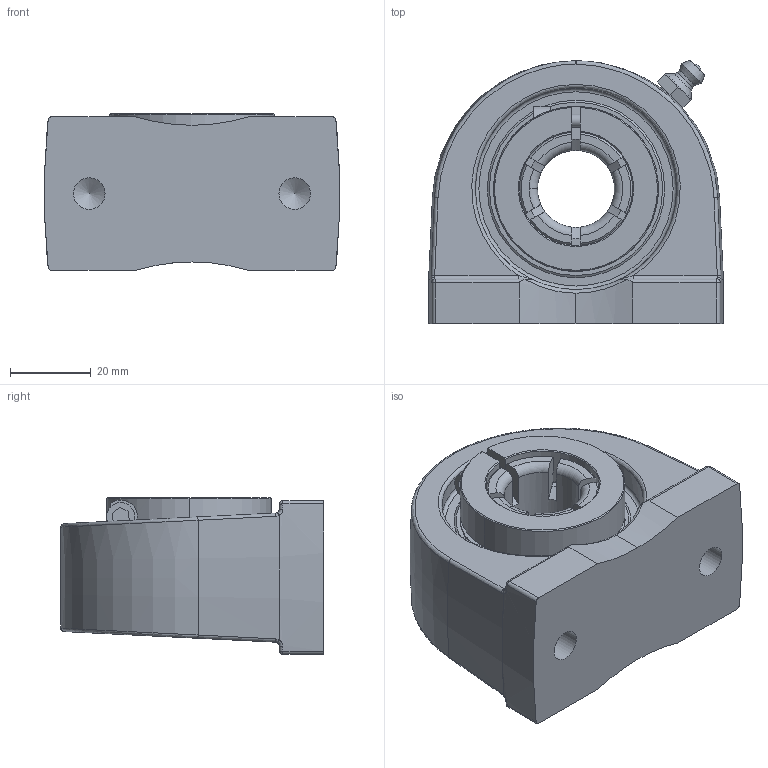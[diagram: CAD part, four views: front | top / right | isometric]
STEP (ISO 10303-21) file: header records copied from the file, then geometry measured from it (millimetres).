
FILE_DESCRIPTION(('HOOPS Exchange Step'),'2;1');
FILE_NAME('export-314F060B-D83C-431F-A14C-5BEFAB0396D9.stp','2019-12-13T16:53:45+16:00',('ibuslach'),('Alibre'),'HOOPS Exchange 2019.2','Alibre','Unknown authorisation');
FILE_SCHEMA( ('AP242_MANAGED_MODEL_BASED_3D_ENGINEERING_MIM_LF {1 0 10303 442 1 1 4 }') );
Length unit declared in the file: centimetre
Products named in the file (8): MRN SPA 204; UCP ZERK 6mm; SUE 204 SHIELD; SUE 204 LOCK RING; SUE 204 BOLT; SUE 204-12 RACES; MRN SUE 204-12; MRN SUEPA 204-12
Assembly tree (8 placements, depth 3):
  MRN SUEPA 204-12
    MRN SPA 204
    UCP ZERK 6mm
    MRN SUE 204-12
      SUE 204 SHIELD  x2
      SUE 204 LOCK RING
      SUE 204 BOLT
      SUE 204-12 RACES
Bounding box: 72.85 x 65.12 x 38.8 mm (x, y, z)
Volume: 98057.1 mm3; surface area: 36223.6 mm2
Topology: 8 solids, 8 shells, 267 faces, 718 edges, 458 vertices
Faces by surface type: cylinder 72, plane 70, cone 44, torus 35, bspline 29, sphere 17
Full cylindrical faces by diameter (mm): 1.474 x2, 3.242 x2, 4 x1, 6 x2, 7 x1, 7.798 x2, 19.05 x1, 32 x4, 32.508 x2, 40 x2, 40.792 x2, 49.784 x2
Entity records: 16868 total; most frequent: CARTESIAN_POINT 10354, ORIENTED_EDGE 1368, DIRECTION 1316, EDGE_CURVE 684, AXIS2_PLACEMENT_3D 556, VERTEX_POINT 444, CIRCLE 295, EDGE_LOOP 284
